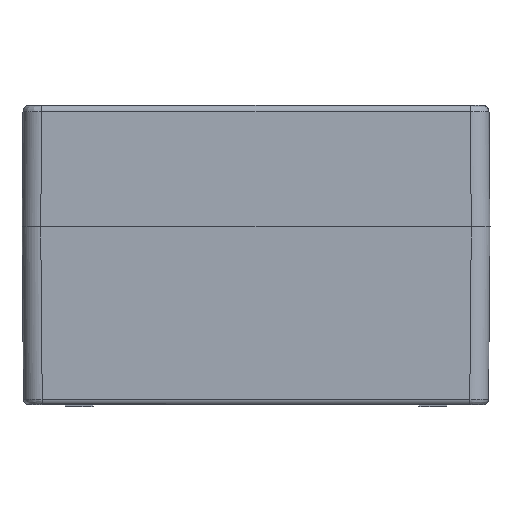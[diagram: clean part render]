
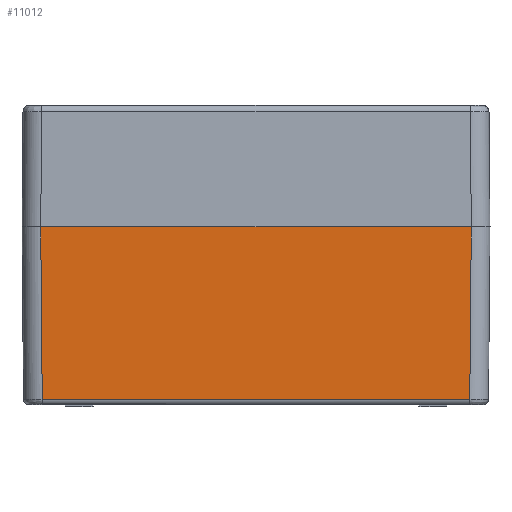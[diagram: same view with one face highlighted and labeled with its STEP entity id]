
A CAD part, left-side view. The second image highlights one B-rep face of the part: STEP entity #11012.
In plain terms, the highlighted planar face has unit normal (-1, 0, -0.009).
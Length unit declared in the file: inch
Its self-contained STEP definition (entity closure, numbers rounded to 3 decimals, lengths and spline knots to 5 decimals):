
#30 = LINE ( 'NONE', #4506, #10556 ) ;
#115 = ORIENTED_EDGE ( 'NONE', *, *, #7014, .F. ) ;
#1475 = DIRECTION ( 'NONE',  ( 0., 1., 0. ) ) ;
#2274 = CARTESIAN_POINT ( 'NONE',  ( -7.87402, 4.92126, 0. ) ) ;
#2635 = CARTESIAN_POINT ( 'NONE',  ( -7.8424, 2.46063, -3.62308 ) ) ;
#2856 = ORIENTED_EDGE ( 'NONE', *, *, #11722, .T. ) ;
#3006 = DIRECTION ( 'NONE',  ( 0.009, 0.009, -1. ) ) ;
#3378 = FACE_OUTER_BOUND ( 'NONE', #13192, .T. ) ;
#3497 = VERTEX_POINT ( 'NONE', #8823 ) ;
#4506 = CARTESIAN_POINT ( 'NONE',  ( -7.87345, 4.527, -0.06527 ) ) ;
#4628 = VERTEX_POINT ( 'NONE', #9251 ) ;
#5418 = CARTESIAN_POINT ( 'NONE',  ( -7.87402, 4.52757, 0. ) ) ;
#5575 = PLANE ( 'NONE',  #8207 ) ;
#5768 = EDGE_CURVE ( 'NONE', #4628, #9354, #12768, .T. ) ;
#5879 = DIRECTION ( 'NONE',  ( -1., 0., -0.009 ) ) ;
#6746 = DIRECTION ( 'NONE',  ( -0.009, 0., 1. ) ) ;
#7010 = VECTOR ( 'NONE', #3006, 39.37008 ) ;
#7014 = EDGE_CURVE ( 'NONE', #9354, #3497, #11454, .T. ) ;
#8017 = LINE ( 'NONE', #13511, #10802 ) ;
#8207 = AXIS2_PLACEMENT_3D ( 'NONE', #2274, #5879, #6746 ) ;
#8823 = CARTESIAN_POINT ( 'NONE',  ( -7.8424, 4.49596, -3.62308 ) ) ;
#8841 = ORIENTED_EDGE ( 'NONE', *, *, #11564, .F. ) ;
#9251 = CARTESIAN_POINT ( 'NONE',  ( -7.87402, -4.52757, 0. ) ) ;
#9354 = VERTEX_POINT ( 'NONE', #9529 ) ;
#9416 = VERTEX_POINT ( 'NONE', #5418 ) ;
#9529 = CARTESIAN_POINT ( 'NONE',  ( -7.8424, -4.49596, -3.62308 ) ) ;
#9793 = DIRECTION ( 'NONE',  ( -0.009, 0.009, 1. ) ) ;
#10556 = VECTOR ( 'NONE', #9793, 39.37008 ) ;
#10802 = VECTOR ( 'NONE', #13652, 39.37008 ) ;
#11012 = ADVANCED_FACE ( 'NONE', ( #3378 ), #5575, .T. ) ;
#11454 = LINE ( 'NONE', #2635, #13821 ) ;
#11564 = EDGE_CURVE ( 'NONE', #3497, #9416, #30, .T. ) ;
#11722 = EDGE_CURVE ( 'NONE', #4628, #9416, #8017, .T. ) ;
#11755 = CARTESIAN_POINT ( 'NONE',  ( -7.87367, -4.52723, -0.03951 ) ) ;
#12752 = ORIENTED_EDGE ( 'NONE', *, *, #5768, .F. ) ;
#12768 = LINE ( 'NONE', #11755, #7010 ) ;
#13192 = EDGE_LOOP ( 'NONE', ( #8841, #115, #12752, #2856 ) ) ;
#13511 = CARTESIAN_POINT ( 'NONE',  ( -7.87402, 4.92126, 0. ) ) ;
#13652 = DIRECTION ( 'NONE',  ( 0., 1., 0. ) ) ;
#13821 = VECTOR ( 'NONE', #1475, 39.37008 ) ;
